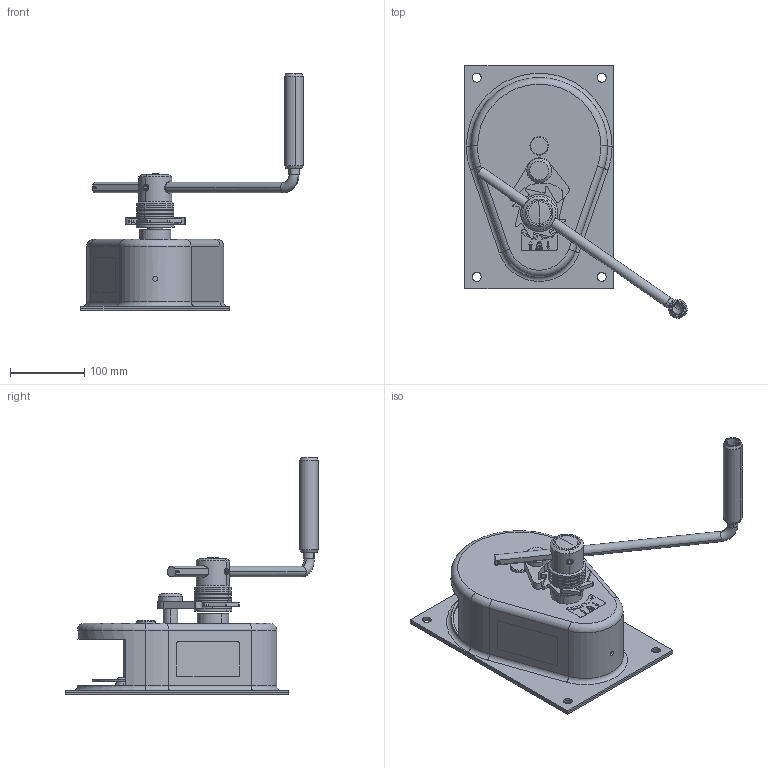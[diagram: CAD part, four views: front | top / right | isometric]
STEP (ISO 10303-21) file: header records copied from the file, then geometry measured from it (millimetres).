
FILE_DESCRIPTION (( 'STEP AP203' ), '1' );
FILE_NAME ('SL3720_TL600.STEP', '2014-04-03T11:42:31', ( ' ' ), ( '' ), 'SwSTEP 2.0', 'SolidWorks 2012', '' );
FILE_SCHEMA (( 'CONFIG_CONTROL_DESIGN' ));
Length unit declared in the file: millimetre
Products named in the file (1): SL3720_TL600
Bounding box: 298.91 x 340.02 x 319.6 mm (x, y, z)
Surface area: 433098.2 mm2 (no closed solid volume)
Topology: 0 solids, 35 shells, 418 faces, 1432 edges, 1054 vertices
Faces by surface type: cylinder 231, plane 113, cone 29, torus 28, bspline 11, sphere 6
Entity records: 17156 total; most frequent: CARTESIAN_POINT 4209, DIRECTION 2986, ORIENTED_EDGE 2266, EDGE_CURVE 1430, AXIS2_PLACEMENT_3D 1194, VERTEX_POINT 1054, CIRCLE 786, VECTOR 598
